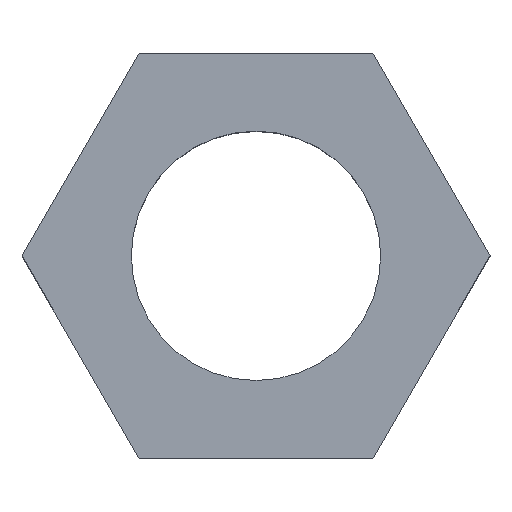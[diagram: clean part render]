
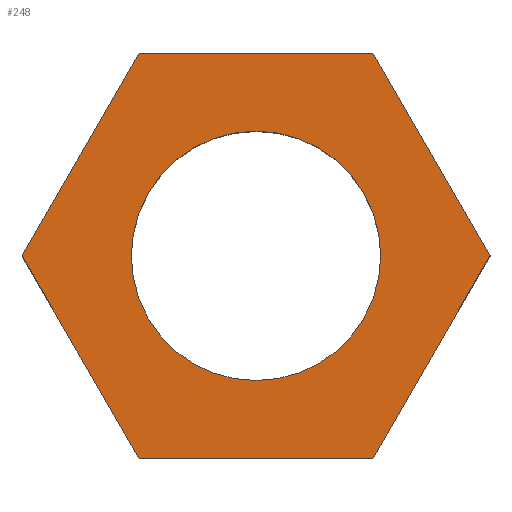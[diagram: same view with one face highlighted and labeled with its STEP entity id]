
A CAD part, top view. The second image highlights one B-rep face of the part: STEP entity #248.
In plain terms, the highlighted planar face has unit normal (0, 0, 1).
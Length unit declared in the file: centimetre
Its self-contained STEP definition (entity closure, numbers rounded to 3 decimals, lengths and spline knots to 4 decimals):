
#104=CIRCLE('',#257,0.4);
#107=VERTEX_POINT('',#295);
#108=VERTEX_POINT('',#296);
#111=VERTEX_POINT('',#304);
#113=VERTEX_POINT('',#310);
#115=VERTEX_POINT('',#316);
#117=VERTEX_POINT('',#322);
#119=VERTEX_POINT('',#331);
#121=VECTOR('',#262,1.);
#125=VECTOR('',#267,1.);
#128=VECTOR('',#271,1.);
#131=VECTOR('',#275,1.);
#134=VECTOR('',#279,1.);
#137=VECTOR('',#283,1.);
#139=LINE('',#294,#121);
#143=LINE('',#303,#125);
#146=LINE('',#309,#128);
#149=LINE('',#315,#131);
#152=LINE('',#321,#134);
#155=LINE('',#327,#137);
#157=EDGE_CURVE('',#107,#108,#139,.T.);
#161=EDGE_CURVE('',#108,#111,#143,.T.);
#164=EDGE_CURVE('',#111,#113,#146,.T.);
#167=EDGE_CURVE('',#113,#115,#149,.T.);
#170=EDGE_CURVE('',#115,#117,#152,.T.);
#173=EDGE_CURVE('',#117,#107,#155,.T.);
#175=EDGE_CURVE('',#119,#119,#104,.T.);
#203=ORIENTED_EDGE('',*,*,#175,.F.);
#204=ORIENTED_EDGE('',*,*,#157,.F.);
#205=ORIENTED_EDGE('',*,*,#173,.F.);
#206=ORIENTED_EDGE('',*,*,#170,.F.);
#207=ORIENTED_EDGE('',*,*,#167,.F.);
#208=ORIENTED_EDGE('',*,*,#164,.F.);
#209=ORIENTED_EDGE('',*,*,#161,.F.);
#225=EDGE_LOOP('',(#203));
#226=EDGE_LOOP('',(#204,#205,#206,#207,#208,#209));
#237=FACE_BOUND('',#225,.T.);
#238=FACE_BOUND('',#226,.T.);
#248=ADVANCED_FACE('',(#237,#238),#342,.T.);
#257=AXIS2_PLACEMENT_3D('',#330,#287,#288);
#259=AXIS2_PLACEMENT_3D('',#334,#291,$);
#262=DIRECTION('',(1.,0.,0.));
#267=DIRECTION('',(0.5,-0.866,0.));
#271=DIRECTION('',(-0.5,-0.866,0.));
#275=DIRECTION('',(-1.,0.,0.));
#279=DIRECTION('',(-0.5,0.866,0.));
#283=DIRECTION('',(0.5,0.866,0.));
#287=DIRECTION('',(0.,0.,1.));
#288=DIRECTION('',(0.4,0.,0.));
#291=DIRECTION('',(0.,0.,1.));
#294=CARTESIAN_POINT('',(0.3753,0.65,0.325));
#295=CARTESIAN_POINT('',(-0.3753,0.65,0.325));
#296=CARTESIAN_POINT('',(0.3753,0.65,0.325));
#303=CARTESIAN_POINT('',(0.7506,0.,0.325));
#304=CARTESIAN_POINT('',(0.7506,0.,0.325));
#309=CARTESIAN_POINT('',(0.3753,-0.65,0.325));
#310=CARTESIAN_POINT('',(0.3753,-0.65,0.325));
#315=CARTESIAN_POINT('',(-0.3753,-0.65,0.325));
#316=CARTESIAN_POINT('',(-0.3753,-0.65,0.325));
#321=CARTESIAN_POINT('',(-0.7506,0.,0.325));
#322=CARTESIAN_POINT('',(-0.7506,0.,0.325));
#327=CARTESIAN_POINT('',(-0.3753,0.65,0.325));
#330=CARTESIAN_POINT('',(0.,0.,0.325));
#331=CARTESIAN_POINT('',(0.4,0.,0.325));
#334=CARTESIAN_POINT('',(0.,0.,0.325));
#342=PLANE('',#259);
